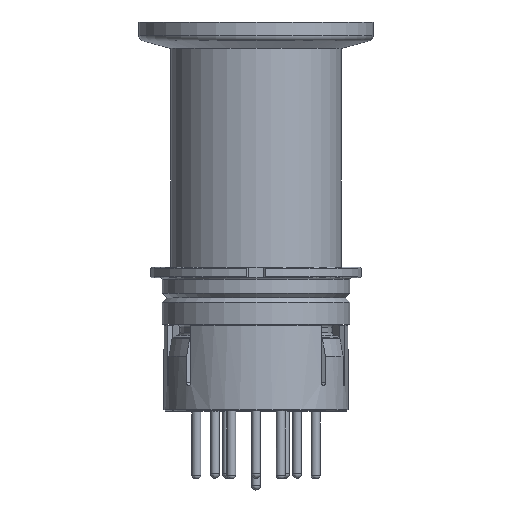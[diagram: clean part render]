
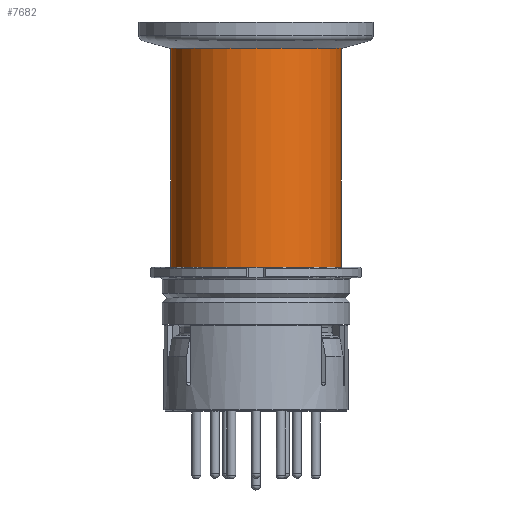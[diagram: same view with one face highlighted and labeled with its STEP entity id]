
A CAD part, top view. The second image highlights one B-rep face of the part: STEP entity #7682.
In plain terms, the highlighted cylindrical face has radius 14.5 mm (diameter 29 mm), a full revolution.
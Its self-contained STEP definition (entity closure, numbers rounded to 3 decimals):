
#608=FACE_OUTER_BOUND('',#1066,.T.);
#1066=EDGE_LOOP('',(#5361,#5362,#5363,#5364,#5365,#5366));
#1520=LINE('',#12053,#1985);
#1985=VECTOR('',#9713,14.5);
#2535=CIRCLE('',#8256,14.5);
#2536=CIRCLE('',#8257,14.5);
#2539=CIRCLE('',#8263,14.5);
#2540=CIRCLE('',#8264,14.5);
#3110=VERTEX_POINT('',#11892);
#3111=VERTEX_POINT('',#11893);
#3115=VERTEX_POINT('',#11927);
#3116=VERTEX_POINT('',#11928);
#3930=EDGE_CURVE('',#3110,#3111,#2535,.T.);
#3931=EDGE_CURVE('',#3111,#3110,#2536,.T.);
#3939=EDGE_CURVE('',#3115,#3116,#2539,.T.);
#3940=EDGE_CURVE('',#3116,#3115,#2540,.T.);
#3998=EDGE_CURVE('',#3116,#3111,#1520,.T.);
#5361=ORIENTED_EDGE('',*,*,#3939,.F.);
#5362=ORIENTED_EDGE('',*,*,#3940,.F.);
#5363=ORIENTED_EDGE('',*,*,#3998,.T.);
#5364=ORIENTED_EDGE('',*,*,#3931,.T.);
#5365=ORIENTED_EDGE('',*,*,#3930,.T.);
#5366=ORIENTED_EDGE('',*,*,#3998,.F.);
#7040=CYLINDRICAL_SURFACE('',#8334,14.5);
#7682=ADVANCED_FACE('',(#608),#7040,.T.);
#8256=AXIS2_PLACEMENT_3D('',#11894,#9542,#9543);
#8257=AXIS2_PLACEMENT_3D('',#11895,#9544,#9545);
#8263=AXIS2_PLACEMENT_3D('',#11929,#9559,#9560);
#8264=AXIS2_PLACEMENT_3D('',#11930,#9561,#9562);
#8334=AXIS2_PLACEMENT_3D('',#12052,#9711,#9712);
#9542=DIRECTION('center_axis',(0.,-1.,0.));
#9543=DIRECTION('ref_axis',(0.,0.,-1.));
#9544=DIRECTION('center_axis',(0.,-1.,0.));
#9545=DIRECTION('ref_axis',(0.,0.,-1.));
#9559=DIRECTION('center_axis',(0.,-1.,0.));
#9560=DIRECTION('ref_axis',(0.,0.,-1.));
#9561=DIRECTION('center_axis',(0.,-1.,0.));
#9562=DIRECTION('ref_axis',(0.,0.,-1.));
#9711=DIRECTION('center_axis',(0.,-1.,0.));
#9712=DIRECTION('ref_axis',(0.,0.,-1.));
#9713=DIRECTION('',(0.,1.,0.));
#11892=CARTESIAN_POINT('',(2.872,41.456,-19.152));
#11893=CARTESIAN_POINT('',(2.872,41.456,9.848));
#11894=CARTESIAN_POINT('Origin',(2.872,41.456,-4.652));
#11895=CARTESIAN_POINT('Origin',(2.872,41.456,-4.652));
#11927=CARTESIAN_POINT('',(2.872,4.13,-19.152));
#11928=CARTESIAN_POINT('',(2.872,4.13,9.848));
#11929=CARTESIAN_POINT('Origin',(2.872,4.13,-4.652));
#11930=CARTESIAN_POINT('Origin',(2.872,4.13,-4.652));
#12052=CARTESIAN_POINT('Origin',(2.872,22.793,-4.652));
#12053=CARTESIAN_POINT('',(2.872,22.793,9.848));
